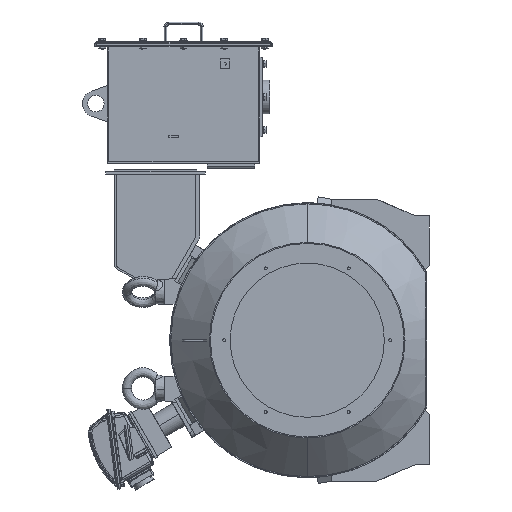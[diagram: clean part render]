
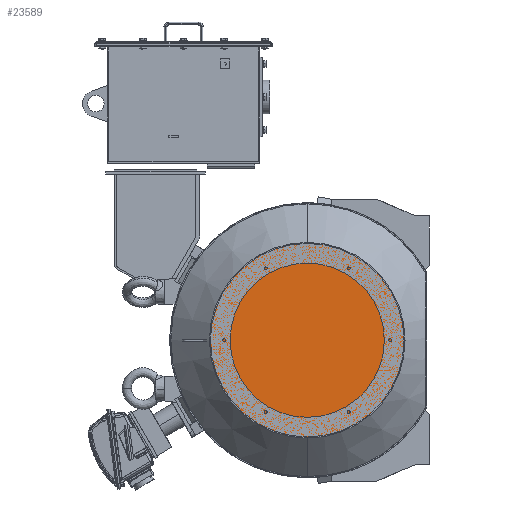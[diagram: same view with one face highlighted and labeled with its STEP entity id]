
A CAD part, left-side view. The second image highlights one B-rep face of the part: STEP entity #23589.
In plain terms, the highlighted planar face has unit normal (-1, 0, 0).
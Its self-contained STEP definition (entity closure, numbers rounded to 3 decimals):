
#29 = DIRECTION ( 'NONE',  ( 0., 0., 1. ) ) ;
#5457 = AXIS2_PLACEMENT_3D ( 'NONE', #75429, #73723, #165185 ) ;
#8364 = PLANE ( 'NONE',  #38380 ) ;
#8811 = VERTEX_POINT ( 'NONE', #91173 ) ;
#14519 = CARTESIAN_POINT ( 'NONE',  ( -1055., 0., 0. ) ) ;
#22901 = CARTESIAN_POINT ( 'NONE',  ( -1055., 0., 0. ) ) ;
#23589 = ADVANCED_FACE ( 'NONE', ( #151080 ), #8364, .T. ) ;
#38380 = AXIS2_PLACEMENT_3D ( 'NONE', #22901, #112581, #139936 ) ;
#60144 = CIRCLE ( 'NONE', #125701, 291.8 ) ;
#68548 = CARTESIAN_POINT ( 'NONE',  ( -1055., 0., 291.8 ) ) ;
#69677 = EDGE_CURVE ( 'NONE', #85226, #8811, #60144, .T. ) ;
#73723 = DIRECTION ( 'NONE',  ( -1., 0., 0. ) ) ;
#75429 = CARTESIAN_POINT ( 'NONE',  ( -1055., 0., 0. ) ) ;
#85226 = VERTEX_POINT ( 'NONE', #68548 ) ;
#91173 = CARTESIAN_POINT ( 'NONE',  ( -1055., 0., -291.8 ) ) ;
#92231 = ORIENTED_EDGE ( 'NONE', *, *, #69677, .T. ) ;
#107451 = EDGE_LOOP ( 'NONE', ( #92231, #159644 ) ) ;
#112581 = DIRECTION ( 'NONE',  ( -1., 0., 0. ) ) ;
#125701 = AXIS2_PLACEMENT_3D ( 'NONE', #14519, #133291, #29 ) ;
#133291 = DIRECTION ( 'NONE',  ( -1., 0., 0. ) ) ;
#139936 = DIRECTION ( 'NONE',  ( 0., 0., 1. ) ) ;
#140150 = EDGE_CURVE ( 'NONE', #8811, #85226, #152803, .T. ) ;
#151080 = FACE_OUTER_BOUND ( 'NONE', #107451, .T. ) ;
#152803 = CIRCLE ( 'NONE', #5457, 291.8 ) ;
#159644 = ORIENTED_EDGE ( 'NONE', *, *, #140150, .T. ) ;
#165185 = DIRECTION ( 'NONE',  ( 0., 0., 1. ) ) ;
